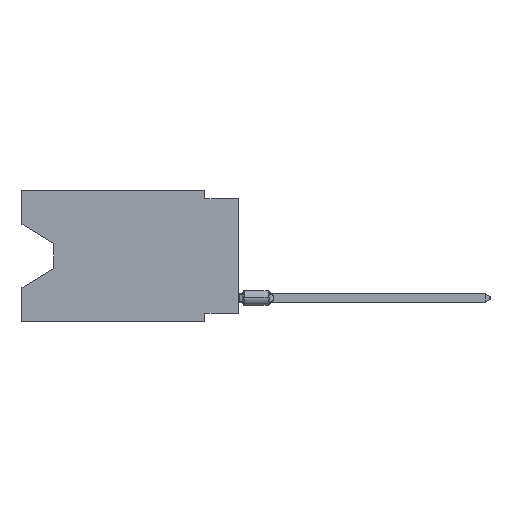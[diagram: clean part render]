
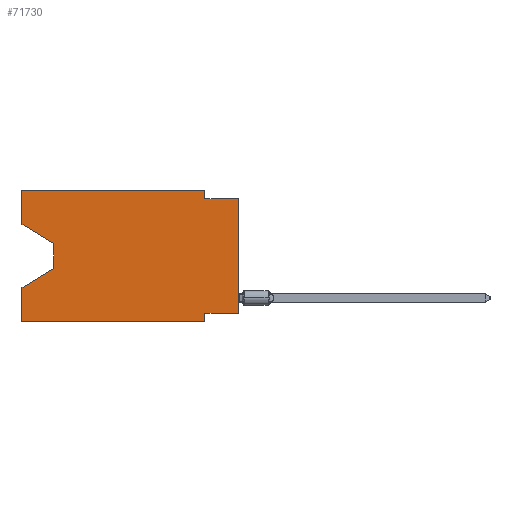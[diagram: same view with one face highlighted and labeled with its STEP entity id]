
A CAD part, left-side view. The second image highlights one B-rep face of the part: STEP entity #71730.
In plain terms, the highlighted planar face has unit normal (-1, 0, 0).
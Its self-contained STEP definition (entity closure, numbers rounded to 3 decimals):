
#489 = CARTESIAN_POINT ( 'NONE',  ( 0., 16.383, -7.36 ) ) ;
#755 = EDGE_CURVE ( 'NONE', #21316, #32658, #71046, .T. ) ;
#911 = LINE ( 'NONE', #7268, #34731 ) ;
#2637 = CARTESIAN_POINT ( 'NONE',  ( 0., 2.54, -9.271 ) ) ;
#4067 = ORIENTED_EDGE ( 'NONE', *, *, #72144, .F. ) ;
#4920 = VERTEX_POINT ( 'NONE', #2637 ) ;
#5006 = EDGE_LOOP ( 'NONE', ( #59860, #42671, #5466, #39498, #47068, #4067, #16905, #29335, #75187, #46418, #69241, #57485 ) ) ;
#5466 = ORIENTED_EDGE ( 'NONE', *, *, #64845, .T. ) ;
#7268 = CARTESIAN_POINT ( 'NONE',  ( 0., 13.97, -4.013 ) ) ;
#9227 = DIRECTION ( 'NONE',  ( 0., -0.855, -0.519 ) ) ;
#9601 = CARTESIAN_POINT ( 'NONE',  ( 0., 16.383, 0. ) ) ;
#9882 = VERTEX_POINT ( 'NONE', #74151 ) ;
#11162 = VERTEX_POINT ( 'NONE', #69565 ) ;
#14340 = DIRECTION ( 'NONE',  ( 0., 1., 0. ) ) ;
#15546 = LINE ( 'NONE', #70726, #46459 ) ;
#16905 = ORIENTED_EDGE ( 'NONE', *, *, #64916, .F. ) ;
#17055 = VERTEX_POINT ( 'NONE', #56366 ) ;
#17655 = VERTEX_POINT ( 'NONE', #59784 ) ;
#17827 = DIRECTION ( 'NONE',  ( 0., -1., 0. ) ) ;
#19653 = VECTOR ( 'NONE', #69625, 1000. ) ;
#20110 = EDGE_CURVE ( 'NONE', #73069, #29333, #30219, .T. ) ;
#21195 = CARTESIAN_POINT ( 'NONE',  ( 0., 16.383, -9.906 ) ) ;
#21316 = VERTEX_POINT ( 'NONE', #60874 ) ;
#24747 = VECTOR ( 'NONE', #45410, 1000. ) ;
#27152 = LINE ( 'NONE', #21195, #24747 ) ;
#27541 = EDGE_CURVE ( 'NONE', #17055, #32658, #62264, .T. ) ;
#29032 = DIRECTION ( 'NONE',  ( 0., 0.855, -0.519 ) ) ;
#29333 = VERTEX_POINT ( 'NONE', #75283 ) ;
#29335 = ORIENTED_EDGE ( 'NONE', *, *, #27541, .T. ) ;
#29500 = EDGE_CURVE ( 'NONE', #11162, #72543, #57653, .T. ) ;
#30219 = LINE ( 'NONE', #42916, #32583 ) ;
#30798 = CARTESIAN_POINT ( 'NONE',  ( 0., 0., -0.635 ) ) ;
#30894 = DIRECTION ( 'NONE',  ( 0., 0., -1. ) ) ;
#32538 = DIRECTION ( 'NONE',  ( 0., 0., -1. ) ) ;
#32583 = VECTOR ( 'NONE', #36959, 1000. ) ;
#32658 = VERTEX_POINT ( 'NONE', #30798 ) ;
#32775 = CARTESIAN_POINT ( 'NONE',  ( 0., 2.54, -9.906 ) ) ;
#34731 = VECTOR ( 'NONE', #60495, 1000. ) ;
#34910 = CARTESIAN_POINT ( 'NONE',  ( 0., 0., -0.635 ) ) ;
#36959 = DIRECTION ( 'NONE',  ( 0., 0., 1. ) ) ;
#38053 = DIRECTION ( 'NONE',  ( 0., 0., 1. ) ) ;
#38902 = FACE_OUTER_BOUND ( 'NONE', #5006, .T. ) ;
#39416 = LINE ( 'NONE', #63635, #68538 ) ;
#39498 = ORIENTED_EDGE ( 'NONE', *, *, #29500, .F. ) ;
#41995 = VECTOR ( 'NONE', #32538, 1000. ) ;
#42671 = ORIENTED_EDGE ( 'NONE', *, *, #50235, .T. ) ;
#42769 = EDGE_CURVE ( 'NONE', #29333, #54582, #74423, .T. ) ;
#42817 = LINE ( 'NONE', #77505, #62061 ) ;
#42867 = EDGE_CURVE ( 'NONE', #11162, #46853, #27152, .T. ) ;
#42916 = CARTESIAN_POINT ( 'NONE',  ( 0., 16.383, 0. ) ) ;
#43859 = CARTESIAN_POINT ( 'NONE',  ( 0., 16.383, 0. ) ) ;
#44955 = EDGE_CURVE ( 'NONE', #54582, #21316, #50400, .T. ) ;
#45133 = VECTOR ( 'NONE', #17827, 1000. ) ;
#45410 = DIRECTION ( 'NONE',  ( 0., -1., 0. ) ) ;
#46418 = ORIENTED_EDGE ( 'NONE', *, *, #44955, .F. ) ;
#46459 = VECTOR ( 'NONE', #29032, 1000. ) ;
#46853 = VERTEX_POINT ( 'NONE', #32775 ) ;
#46995 = AXIS2_PLACEMENT_3D ( 'NONE', #64693, #71847, #65095 ) ;
#47068 = ORIENTED_EDGE ( 'NONE', *, *, #42867, .T. ) ;
#48994 = VECTOR ( 'NONE', #14340, 1000. ) ;
#50235 = EDGE_CURVE ( 'NONE', #9882, #17655, #911, .T. ) ;
#50400 = LINE ( 'NONE', #74644, #41995 ) ;
#51315 = DIRECTION ( 'NONE',  ( 0., 0., 1. ) ) ;
#52458 = LINE ( 'NONE', #77093, #48994 ) ;
#53581 = PLANE ( 'NONE',  #46995 ) ;
#54190 = VECTOR ( 'NONE', #38053, 1000. ) ;
#54582 = VERTEX_POINT ( 'NONE', #71177 ) ;
#56366 = CARTESIAN_POINT ( 'NONE',  ( 0., 0., -9.271 ) ) ;
#57485 = ORIENTED_EDGE ( 'NONE', *, *, #20110, .F. ) ;
#57653 = LINE ( 'NONE', #9601, #76005 ) ;
#59704 = EDGE_CURVE ( 'NONE', #73069, #9882, #39416, .T. ) ;
#59784 = CARTESIAN_POINT ( 'NONE',  ( 0., 13.97, -5.893 ) ) ;
#59860 = ORIENTED_EDGE ( 'NONE', *, *, #59704, .T. ) ;
#60495 = DIRECTION ( 'NONE',  ( 0., 0., -1. ) ) ;
#60874 = CARTESIAN_POINT ( 'NONE',  ( 0., 2.54, -0.635 ) ) ;
#62061 = VECTOR ( 'NONE', #30894, 1000. ) ;
#62264 = LINE ( 'NONE', #69394, #54190 ) ;
#63635 = CARTESIAN_POINT ( 'NONE',  ( 0., 16.383, -2.546 ) ) ;
#64693 = CARTESIAN_POINT ( 'NONE',  ( 0., 16.383, 0. ) ) ;
#64845 = EDGE_CURVE ( 'NONE', #17655, #72543, #15546, .T. ) ;
#64916 = EDGE_CURVE ( 'NONE', #17055, #4920, #52458, .T. ) ;
#65095 = DIRECTION ( 'NONE',  ( 0., 0., -1. ) ) ;
#68538 = VECTOR ( 'NONE', #9227, 1000. ) ;
#69071 = CARTESIAN_POINT ( 'NONE',  ( 0., 16.383, -2.546 ) ) ;
#69241 = ORIENTED_EDGE ( 'NONE', *, *, #42769, .F. ) ;
#69394 = CARTESIAN_POINT ( 'NONE',  ( 0., 0., 0. ) ) ;
#69565 = CARTESIAN_POINT ( 'NONE',  ( 0., 16.383, -9.906 ) ) ;
#69625 = DIRECTION ( 'NONE',  ( 0., -1., 0. ) ) ;
#70726 = CARTESIAN_POINT ( 'NONE',  ( 0., 13.97, -5.893 ) ) ;
#71046 = LINE ( 'NONE', #34910, #45133 ) ;
#71177 = CARTESIAN_POINT ( 'NONE',  ( 0., 2.54, 0. ) ) ;
#71730 = ADVANCED_FACE ( 'NONE', ( #38902 ), #53581, .F. ) ;
#71847 = DIRECTION ( 'NONE',  ( 1., 0., 0. ) ) ;
#72144 = EDGE_CURVE ( 'NONE', #4920, #46853, #42817, .T. ) ;
#72543 = VERTEX_POINT ( 'NONE', #489 ) ;
#73069 = VERTEX_POINT ( 'NONE', #69071 ) ;
#74151 = CARTESIAN_POINT ( 'NONE',  ( 0., 13.97, -4.013 ) ) ;
#74423 = LINE ( 'NONE', #43859, #19653 ) ;
#74644 = CARTESIAN_POINT ( 'NONE',  ( 0., 2.54, 0. ) ) ;
#75187 = ORIENTED_EDGE ( 'NONE', *, *, #755, .F. ) ;
#75283 = CARTESIAN_POINT ( 'NONE',  ( 0., 16.383, 0. ) ) ;
#76005 = VECTOR ( 'NONE', #51315, 1000. ) ;
#77093 = CARTESIAN_POINT ( 'NONE',  ( 0., 0., -9.271 ) ) ;
#77505 = CARTESIAN_POINT ( 'NONE',  ( 0., 2.54, -9.906 ) ) ;
